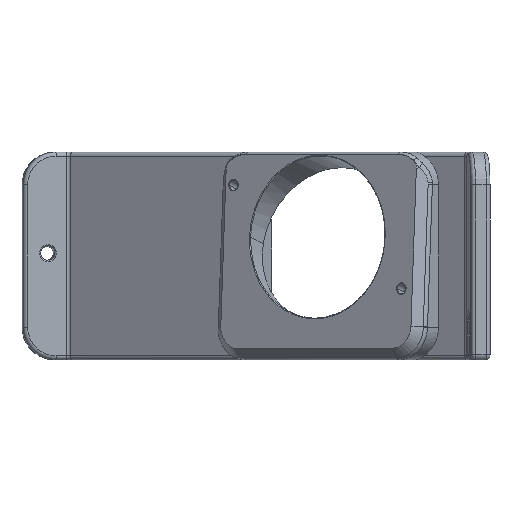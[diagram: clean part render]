
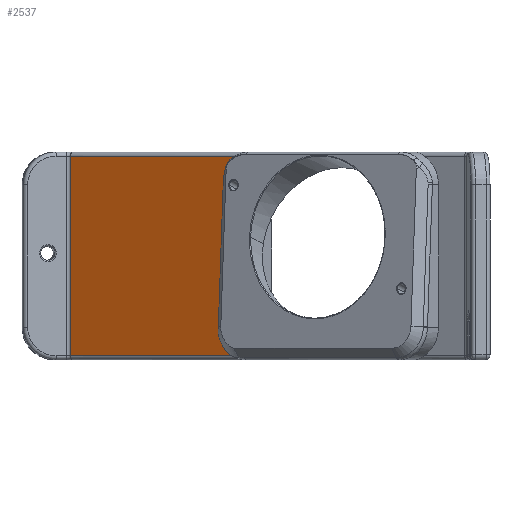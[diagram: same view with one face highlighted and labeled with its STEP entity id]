
A CAD part, left-side view. The second image highlights one B-rep face of the part: STEP entity #2537.
In plain terms, the highlighted planar face has unit normal (-0.846, 0.533, 0).
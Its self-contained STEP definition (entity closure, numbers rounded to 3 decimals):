
#150 = EDGE_CURVE ( 'NONE', #4811, #4674, #4365, .T. ) ;
#261 = LINE ( 'NONE', #522, #9712 ) ;
#512 = PLANE ( 'NONE',  #636 ) ;
#522 = CARTESIAN_POINT ( 'NONE',  ( -32.259, 100.215, 70.5 ) ) ;
#636 = AXIS2_PLACEMENT_3D ( 'NONE', #3230, #10581, #4575 ) ;
#805 = CARTESIAN_POINT ( 'NONE',  ( -32.259, 100.215, 70.5 ) ) ;
#807 = EDGE_CURVE ( 'NONE', #4674, #1700, #261, .T. ) ;
#909 = LINE ( 'NONE', #5774, #10369 ) ;
#1149 = CARTESIAN_POINT ( 'NONE',  ( -75.577, 31.421, 8. ) ) ;
#1700 = VERTEX_POINT ( 'NONE', #805 ) ;
#1737 = CARTESIAN_POINT ( 'NONE',  ( -75.577, 31.421, 60. ) ) ;
#1799 = DIRECTION ( 'NONE',  ( -0.533, -0.846, 0. ) ) ;
#1949 = VECTOR ( 'NONE', #5383, 1000. ) ;
#2005 = EDGE_CURVE ( 'NONE', #1700, #11413, #4523, .T. ) ;
#2434 = DIRECTION ( 'NONE',  ( 0.533, 0.846, 0. ) ) ;
#2537 = ADVANCED_FACE ( 'NONE', ( #8438 ), #512, .T. ) ;
#2640 = ORIENTED_EDGE ( 'NONE', *, *, #6458, .F. ) ;
#3210 = CIRCLE ( 'NONE', #12150, 12. ) ;
#3230 = CARTESIAN_POINT ( 'NONE',  ( -31.681, 101.132, 236.662 ) ) ;
#3292 = LINE ( 'NONE', #11508, #3587 ) ;
#3429 = DIRECTION ( 'NONE',  ( -0.533, -0.846, 0. ) ) ;
#3494 = ORIENTED_EDGE ( 'NONE', *, *, #150, .T. ) ;
#3587 = VECTOR ( 'NONE', #3429, 1000. ) ;
#3894 = DIRECTION ( 'NONE',  ( 0., 0., -1. ) ) ;
#4365 = CIRCLE ( 'NONE', #12874, 12. ) ;
#4523 = LINE ( 'NONE', #10659, #1949 ) ;
#4575 = DIRECTION ( 'NONE',  ( -0.533, -0.846, 0. ) ) ;
#4674 = VERTEX_POINT ( 'NONE', #10745 ) ;
#4811 = VERTEX_POINT ( 'NONE', #4871 ) ;
#4871 = CARTESIAN_POINT ( 'NONE',  ( -69.183, 41.576, 60. ) ) ;
#4944 = DIRECTION ( 'NONE',  ( 0.846, -0.533, 0. ) ) ;
#5003 = VERTEX_POINT ( 'NONE', #7518 ) ;
#5383 = DIRECTION ( 'NONE',  ( 0., 0., -1. ) ) ;
#5774 = CARTESIAN_POINT ( 'NONE',  ( -69.183, 41.576, 0. ) ) ;
#6256 = VERTEX_POINT ( 'NONE', #6373 ) ;
#6373 = CARTESIAN_POINT ( 'NONE',  ( -72.481, 36.337, -2.5 ) ) ;
#6458 = EDGE_CURVE ( 'NONE', #4811, #5003, #909, .T. ) ;
#7518 = CARTESIAN_POINT ( 'NONE',  ( -69.183, 41.576, 8. ) ) ;
#7717 = ORIENTED_EDGE ( 'NONE', *, *, #9267, .T. ) ;
#8438 = FACE_OUTER_BOUND ( 'NONE', #9073, .T. ) ;
#8599 = ORIENTED_EDGE ( 'NONE', *, *, #11743, .T. ) ;
#8926 = ORIENTED_EDGE ( 'NONE', *, *, #2005, .T. ) ;
#9073 = EDGE_LOOP ( 'NONE', ( #3494, #10824, #8926, #7717, #8599, #2640 ) ) ;
#9156 = DIRECTION ( 'NONE',  ( 0.846, -0.533, 0. ) ) ;
#9267 = EDGE_CURVE ( 'NONE', #11413, #6256, #3292, .T. ) ;
#9712 = VECTOR ( 'NONE', #2434, 1000. ) ;
#10363 = CARTESIAN_POINT ( 'NONE',  ( -32.259, 100.215, -2.5 ) ) ;
#10369 = VECTOR ( 'NONE', #3894, 1000. ) ;
#10581 = DIRECTION ( 'NONE',  ( -0.846, 0.533, 0. ) ) ;
#10659 = CARTESIAN_POINT ( 'NONE',  ( -32.259, 100.215, 0. ) ) ;
#10745 = CARTESIAN_POINT ( 'NONE',  ( -72.481, 36.337, 70.5 ) ) ;
#10824 = ORIENTED_EDGE ( 'NONE', *, *, #807, .T. ) ;
#11276 = DIRECTION ( 'NONE',  ( -0.533, -0.846, 0. ) ) ;
#11413 = VERTEX_POINT ( 'NONE', #10363 ) ;
#11508 = CARTESIAN_POINT ( 'NONE',  ( -31.681, 101.132, -2.5 ) ) ;
#11743 = EDGE_CURVE ( 'NONE', #6256, #5003, #3210, .T. ) ;
#12150 = AXIS2_PLACEMENT_3D ( 'NONE', #1149, #9156, #11276 ) ;
#12874 = AXIS2_PLACEMENT_3D ( 'NONE', #1737, #4944, #1799 ) ;
